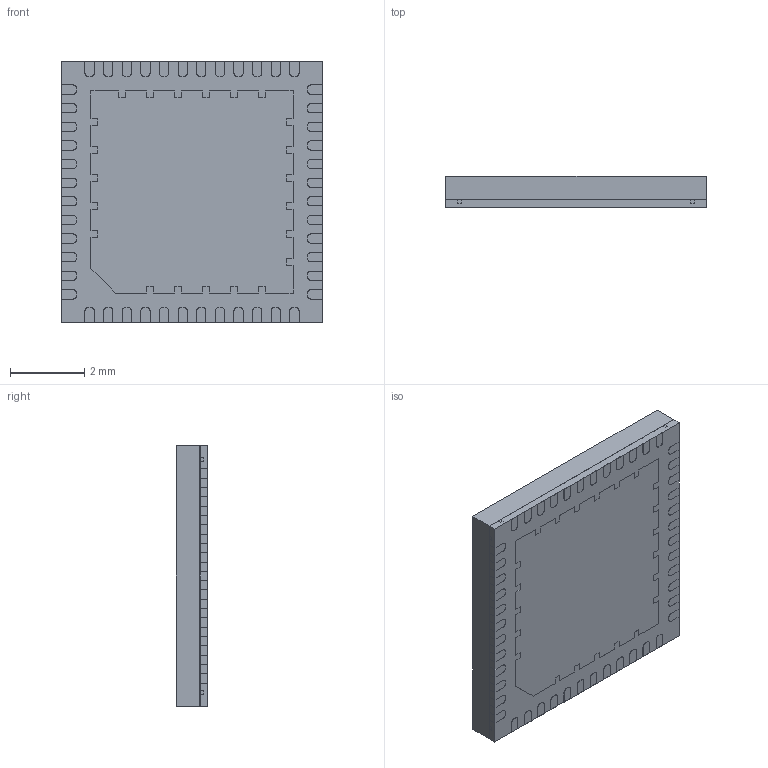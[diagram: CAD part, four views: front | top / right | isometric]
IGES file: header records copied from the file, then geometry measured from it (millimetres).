
Start section: SolidWorks IGES file using analytic representation for surfaces
Global section: file name: 454850.IGS; native system: SolidWorks 2012; preprocessor: SolidWorks 2012; author: sw2011vm-Admin; date: 130927.095529; units: millimetre
Bounding box: 7 x 0.84 x 7 mm (x, y, z)
Surface area: 367 mm2 (no closed solid volume)
Topology: 0 solids, 0 shells, 1444 faces, 7960 edges, 7960 vertices
Faces by surface type: bspline 1324, revolution 120
